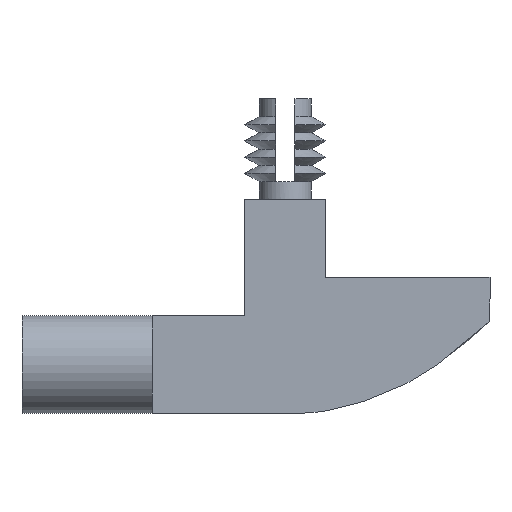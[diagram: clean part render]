
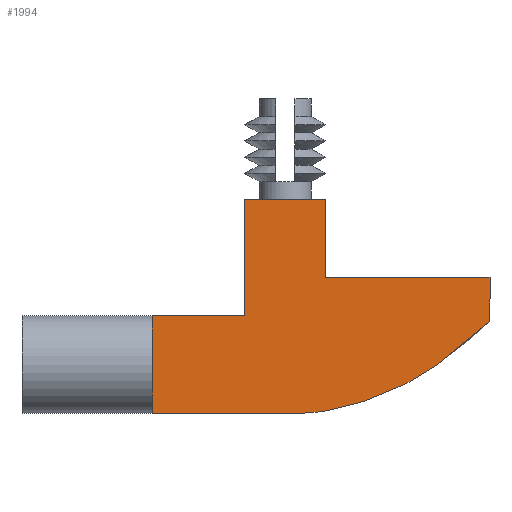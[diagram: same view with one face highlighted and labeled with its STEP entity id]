
A CAD part, front view. The second image highlights one B-rep face of the part: STEP entity #1994.
In plain terms, the highlighted planar face has unit normal (0, -1, 0).
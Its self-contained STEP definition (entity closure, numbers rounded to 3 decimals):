
#98 = CARTESIAN_POINT ( 'NONE',  ( -4.1, -1.5, -6.58 ) ) ;
#101 = EDGE_CURVE ( 'NONE', #1474, #9440, #391, .T. ) ;
#126 = CARTESIAN_POINT ( 'NONE',  ( 1.272, -1.5, -6.586 ) ) ;
#210 = ORIENTED_EDGE ( 'NONE', *, *, #9179, .F. ) ;
#219 = DIRECTION ( 'NONE',  ( 1., 0., 0. ) ) ;
#294 = LINE ( 'NONE', #9070, #7464 ) ;
#391 = LINE ( 'NONE', #6823, #6724 ) ;
#395 = LINE ( 'NONE', #3550, #5974 ) ;
#848 = CARTESIAN_POINT ( 'NONE',  ( 6.3, -1.5, -3.753 ) ) ;
#922 = LINE ( 'NONE', #98, #8312 ) ;
#1390 = DIRECTION ( 'NONE',  ( 1., 0., 0. ) ) ;
#1474 = VERTEX_POINT ( 'NONE', #3463 ) ;
#1538 = VECTOR ( 'NONE', #3852, 1000. ) ;
#1567 = CARTESIAN_POINT ( 'NONE',  ( -1.25, -1.5, 0. ) ) ;
#1625 = CARTESIAN_POINT ( 'NONE',  ( 3.85, -1.5, -5.99 ) ) ;
#1668 = CARTESIAN_POINT ( 'NONE',  ( 0.428, -1.5, -6.58 ) ) ;
#1994 = ADVANCED_FACE ( 'NONE', ( #9142 ), #5280, .F. ) ;
#2294 = VERTEX_POINT ( 'NONE', #2999 ) ;
#2399 = LINE ( 'NONE', #1567, #1538 ) ;
#2505 = CARTESIAN_POINT ( 'NONE',  ( -4.1, -1.5, -6.58 ) ) ;
#2626 = VERTEX_POINT ( 'NONE', #4769 ) ;
#2628 = LINE ( 'NONE', #5781, #5705 ) ;
#2735 = DIRECTION ( 'NONE',  ( 0., 0., -1. ) ) ;
#2872 = VECTOR ( 'NONE', #219, 1000. ) ;
#2998 = VERTEX_POINT ( 'NONE', #3201 ) ;
#2999 = CARTESIAN_POINT ( 'NONE',  ( -1.25, -1.5, -3.58 ) ) ;
#3201 = CARTESIAN_POINT ( 'NONE',  ( -1.25, -1.5, 0. ) ) ;
#3333 = CARTESIAN_POINT ( 'NONE',  ( -4.1, -1.5, -3.58 ) ) ;
#3463 = CARTESIAN_POINT ( 'NONE',  ( 1.25, -1.5, 0. ) ) ;
#3550 = CARTESIAN_POINT ( 'NONE',  ( -4.1, -1.5, -6.58 ) ) ;
#3633 = VERTEX_POINT ( 'NONE', #3824 ) ;
#3718 = CARTESIAN_POINT ( 'NONE',  ( -4.1, -1.5, -5.08 ) ) ;
#3824 = CARTESIAN_POINT ( 'NONE',  ( 6.3, -1.5, -3.753 ) ) ;
#3852 = DIRECTION ( 'NONE',  ( 1., 0., 0. ) ) ;
#4248 = B_SPLINE_CURVE_WITH_KNOTS ( 'NONE', 3,
 ( #848, #6298, #1625, #126, #1668 ),
 .UNSPECIFIED., .F., .F.,
 ( 4, 1, 4 ),
 ( 0., 0.438, 1. ),
 .UNSPECIFIED. ) ;
#4444 = VERTEX_POINT ( 'NONE', #3718 ) ;
#4769 = CARTESIAN_POINT ( 'NONE',  ( 0.428, -1.5, -6.58 ) ) ;
#4835 = DIRECTION ( 'NONE',  ( 0., 0., 1. ) ) ;
#4862 = DIRECTION ( 'NONE',  ( -1., 0., 0. ) ) ;
#4882 = ORIENTED_EDGE ( 'NONE', *, *, #5106, .F. ) ;
#4887 = CARTESIAN_POINT ( 'NONE',  ( 1.25, -1.5, -2.4 ) ) ;
#4936 = VERTEX_POINT ( 'NONE', #7094 ) ;
#5021 = EDGE_CURVE ( 'NONE', #7485, #3633, #294, .T. ) ;
#5106 = EDGE_CURVE ( 'NONE', #4444, #9456, #395, .T. ) ;
#5118 = ORIENTED_EDGE ( 'NONE', *, *, #7774, .F. ) ;
#5159 = DIRECTION ( 'NONE',  ( 0., 0., 1. ) ) ;
#5272 = ORIENTED_EDGE ( 'NONE', *, *, #6021, .F. ) ;
#5280 = PLANE ( 'NONE',  #6414 ) ;
#5402 = ORIENTED_EDGE ( 'NONE', *, *, #8283, .F. ) ;
#5412 = ORIENTED_EDGE ( 'NONE', *, *, #7263, .F. ) ;
#5473 = CARTESIAN_POINT ( 'NONE',  ( -4.1, -1.5, -3.58 ) ) ;
#5485 = VECTOR ( 'NONE', #1390, 1000. ) ;
#5705 = VECTOR ( 'NONE', #9069, 1000. ) ;
#5755 = EDGE_CURVE ( 'NONE', #2626, #4936, #922, .T. ) ;
#5781 = CARTESIAN_POINT ( 'NONE',  ( -1.25, -1.5, -3.58 ) ) ;
#5974 = VECTOR ( 'NONE', #5159, 1000. ) ;
#6021 = EDGE_CURVE ( 'NONE', #9456, #2294, #9389, .T. ) ;
#6298 = CARTESIAN_POINT ( 'NONE',  ( 5.886, -1.5, -4.142 ) ) ;
#6414 = AXIS2_PLACEMENT_3D ( 'NONE', #8255, #6846, #8304 ) ;
#6724 = VECTOR ( 'NONE', #6777, 1000. ) ;
#6777 = DIRECTION ( 'NONE',  ( 0., 0., -1. ) ) ;
#6823 = CARTESIAN_POINT ( 'NONE',  ( 1.25, -1.5, 0. ) ) ;
#6846 = DIRECTION ( 'NONE',  ( 0., 1., 0. ) ) ;
#6933 = ORIENTED_EDGE ( 'NONE', *, *, #5021, .F. ) ;
#7094 = CARTESIAN_POINT ( 'NONE',  ( -4.1, -1.5, -6.58 ) ) ;
#7102 = ORIENTED_EDGE ( 'NONE', *, *, #9508, .F. ) ;
#7173 = LINE ( 'NONE', #2505, #8808 ) ;
#7263 = EDGE_CURVE ( 'NONE', #9440, #7485, #8211, .T. ) ;
#7322 = CARTESIAN_POINT ( 'NONE',  ( 1.25, -1.5, -2.4 ) ) ;
#7464 = VECTOR ( 'NONE', #2735, 1000. ) ;
#7485 = VERTEX_POINT ( 'NONE', #9460 ) ;
#7585 = ORIENTED_EDGE ( 'NONE', *, *, #101, .F. ) ;
#7774 = EDGE_CURVE ( 'NONE', #2998, #1474, #2399, .T. ) ;
#8211 = LINE ( 'NONE', #7322, #2872 ) ;
#8255 = CARTESIAN_POINT ( 'NONE',  ( 3.57, -1.5, -5.748 ) ) ;
#8283 = EDGE_CURVE ( 'NONE', #3633, #2626, #4248, .T. ) ;
#8304 = DIRECTION ( 'NONE',  ( 0., 0., 1. ) ) ;
#8312 = VECTOR ( 'NONE', #4862, 1000. ) ;
#8798 = EDGE_LOOP ( 'NONE', ( #10007, #5402, #6933, #5412, #7585, #5118, #210, #5272, #4882, #7102 ) ) ;
#8808 = VECTOR ( 'NONE', #4835, 1000. ) ;
#9069 = DIRECTION ( 'NONE',  ( 0., 0., 1. ) ) ;
#9070 = CARTESIAN_POINT ( 'NONE',  ( 6.3, -1.5, -2.4 ) ) ;
#9142 = FACE_OUTER_BOUND ( 'NONE', #8798, .T. ) ;
#9179 = EDGE_CURVE ( 'NONE', #2294, #2998, #2628, .T. ) ;
#9389 = LINE ( 'NONE', #5473, #5485 ) ;
#9440 = VERTEX_POINT ( 'NONE', #4887 ) ;
#9456 = VERTEX_POINT ( 'NONE', #3333 ) ;
#9460 = CARTESIAN_POINT ( 'NONE',  ( 6.3, -1.5, -2.4 ) ) ;
#9508 = EDGE_CURVE ( 'NONE', #4936, #4444, #7173, .T. ) ;
#10007 = ORIENTED_EDGE ( 'NONE', *, *, #5755, .F. ) ;
